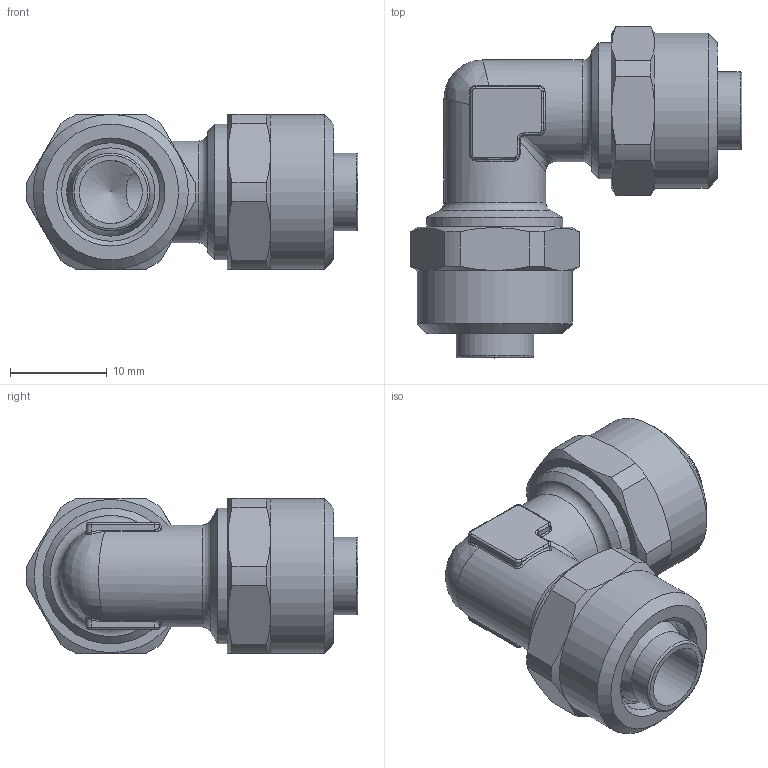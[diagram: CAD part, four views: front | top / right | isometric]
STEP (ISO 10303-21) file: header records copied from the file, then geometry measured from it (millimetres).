
FILE_DESCRIPTION( ( 'STEP AP214' ), '1' );
FILE_NAME( '02080050.stp', '2021-04-19T12:58:37', ( 'License CC BY-ND 4.0' ), ( 'CADENAS' ), ' ', 'PARTsolutions', ' ' );
FILE_SCHEMA( ( 'AUTOMOTIVE_DESIGN { 1 0 10303 214 1 1 1 1 }' ) );
Length unit declared in the file: millimetre
Products named in the file (1): NONE
Bounding box: 34.24 x 34.24 x 16 mm (x, y, z)
Volume: 5309.5 mm3; surface area: 3813.7 mm2
Topology: 1 solids, 1 shells, 170 faces, 407 edges, 244 vertices
Faces by surface type: cylinder 63, plane 38, bspline 26, cone 23, torus 20
Full cylindrical faces by diameter (mm): 6.5 x2, 8 x2, 9.1 x2, 10.15 x2, 10.5 x2, 14 x2, 16 x2
Entity records: 7048 total; most frequent: CARTESIAN_POINT 2117, ORIENTED_EDGE 736, DIRECTION 722, EDGE_CURVE 368, AXIS2_PLACEMENT_3D 313, VERTEX_POINT 236, EDGE_LOOP 205, FACE_OUTER_BOUND 187
